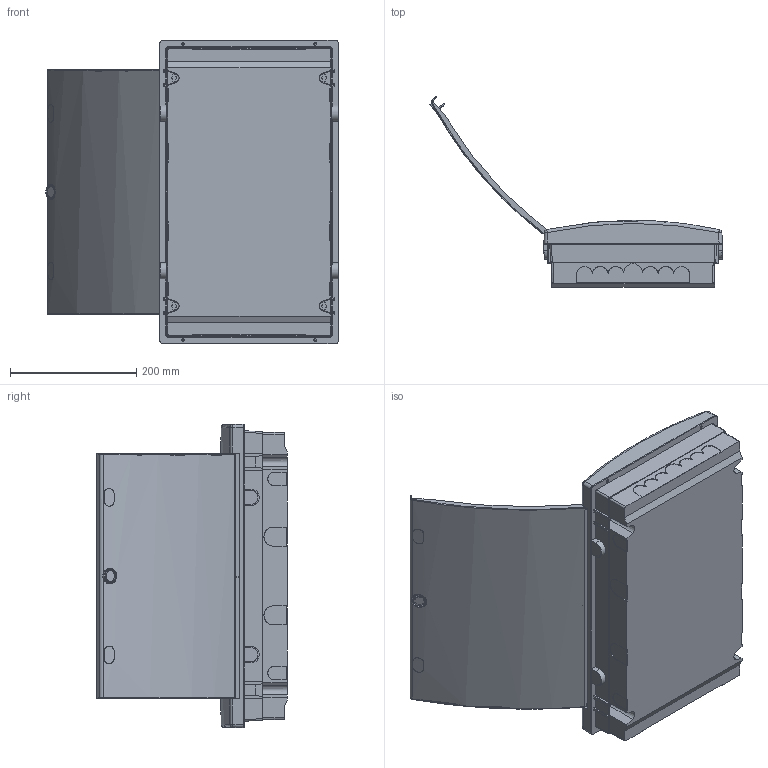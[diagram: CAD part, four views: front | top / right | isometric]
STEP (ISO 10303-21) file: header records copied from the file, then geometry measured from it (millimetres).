
FILE_DESCRIPTION(/* description */ ('Unknown'),/* implementation_level */ '2;1');
FILE_NAME(/* name */ 'ECM_36_PO_Mod',/* time_stamp */ '2020-05-18T12:44:06+02:00',/* author */ ('Unknown'),/* organization */ ('Unknown'),/* preprocessor_version */ 'ST-DEVELOPER v16.7',/* originating_system */ 'DEX',/* authorisation */ $);
FILE_SCHEMA (('AUTOMOTIVE_DESIGN {1 0 10303 214 3 1 1}'));
Length unit declared in the file: millimetre
Products named in the file (8): ECM_36_PO_Mod; Bottom_ECM_36; Front_ECM_36; Pin; TH_12_ECM_Rail; Door_ECT_36; ETI LOGO; Screw_M4x8
Assembly tree (17 placements, depth 2):
  ECM_36_PO_Mod
    Bottom_ECM_36
    Front_ECM_36
    Pin  x4
    TH_12_ECM_Rail  x3
    Door_ECT_36
    ETI LOGO
    Screw_M4x8  x6
Bounding box: 464.1 x 302.44 x 481.8 mm (x, y, z)
Volume: 1106921.5 mm3; surface area: 1151316.2 mm2
Topology: 19 solids, 19 shells, 1204 faces, 3192 edges, 2088 vertices
Faces by surface type: plane 805, cylinder 276, cone 87, sphere 14, torus 12, bspline 10
Full cylindrical faces by diameter (mm): 4 x15, 4.3 x4, 5 x6, 6 x2, 8 x6, 12.2 x4
Entity records: 31182 total; most frequent: CARTESIAN_POINT 6092, ORIENTED_EDGE 4740, DIRECTION 4423, EDGE_CURVE 2370, LINE 1737, VECTOR 1737, VERTEX_POINT 1581, AXIS2_PLACEMENT_3D 1343
